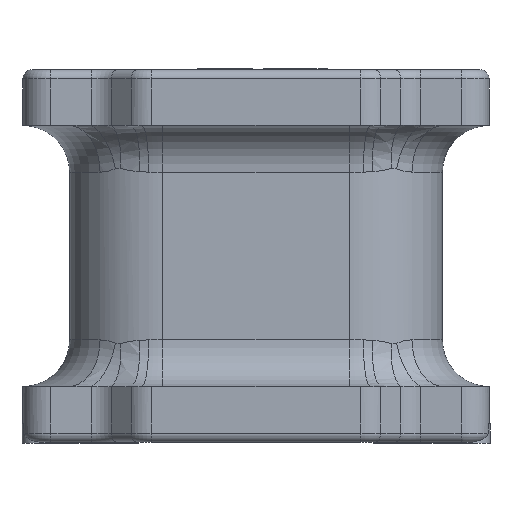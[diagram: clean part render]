
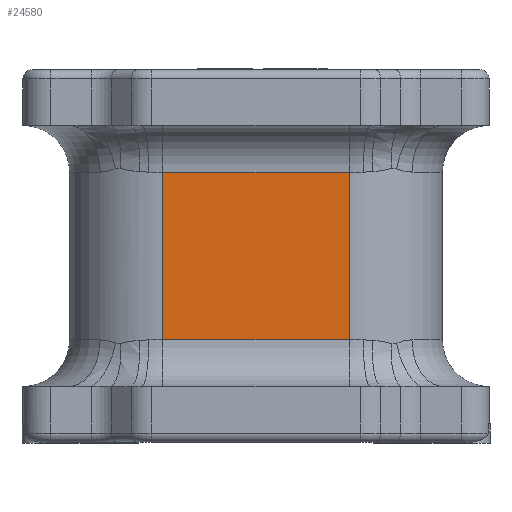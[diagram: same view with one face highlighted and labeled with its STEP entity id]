
A CAD part, left-side view. The second image highlights one B-rep face of the part: STEP entity #24580.
In plain terms, the highlighted planar face has unit normal (-1, 0, 0).
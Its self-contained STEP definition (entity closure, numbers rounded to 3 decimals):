
#53 = ORIENTED_EDGE ( 'NONE', *, *, #23335, .T. ) ;
#733 = ORIENTED_EDGE ( 'NONE', *, *, #12168, .T. ) ;
#1071 = DIRECTION ( 'NONE',  ( 0., 0., -1. ) ) ;
#3144 = VECTOR ( 'NONE', #11623, 1000. ) ;
#3272 = CARTESIAN_POINT ( 'NONE',  ( -2., 2., 3.4 ) ) ;
#4260 = VERTEX_POINT ( 'NONE', #10603 ) ;
#5295 = ORIENTED_EDGE ( 'NONE', *, *, #18943, .T. ) ;
#6133 = VERTEX_POINT ( 'NONE', #18017 ) ;
#6579 = VECTOR ( 'NONE', #21862, 1000. ) ;
#7040 = CARTESIAN_POINT ( 'NONE',  ( -2., 1., 2.9 ) ) ;
#7663 = LINE ( 'NONE', #23358, #8016 ) ;
#8016 = VECTOR ( 'NONE', #27946, 1000. ) ;
#8405 = EDGE_CURVE ( 'NONE', #6133, #19159, #10552, .T. ) ;
#8470 = FACE_OUTER_BOUND ( 'NONE', #23668, .T. ) ;
#10552 = LINE ( 'NONE', #23353, #6579 ) ;
#10603 = CARTESIAN_POINT ( 'NONE',  ( -2., -1., 1.1 ) ) ;
#11623 = DIRECTION ( 'NONE',  ( 0., 0., -1. ) ) ;
#11917 = LINE ( 'NONE', #25199, #3144 ) ;
#12168 = EDGE_CURVE ( 'NONE', #4260, #6133, #7663, .T. ) ;
#12897 = LINE ( 'NONE', #14780, #27419 ) ;
#14780 = CARTESIAN_POINT ( 'NONE',  ( -2., 2., 1.1 ) ) ;
#18017 = CARTESIAN_POINT ( 'NONE',  ( -2., -1., 2.9 ) ) ;
#18943 = EDGE_CURVE ( 'NONE', #25094, #4260, #12897, .T. ) ;
#19159 = VERTEX_POINT ( 'NONE', #7040 ) ;
#20538 = ORIENTED_EDGE ( 'NONE', *, *, #8405, .T. ) ;
#21516 = DIRECTION ( 'NONE',  ( 1., 0., 0. ) ) ;
#21862 = DIRECTION ( 'NONE',  ( 0., 1., 0. ) ) ;
#23335 = EDGE_CURVE ( 'NONE', #19159, #25094, #11917, .T. ) ;
#23353 = CARTESIAN_POINT ( 'NONE',  ( -2., 1., 2.9 ) ) ;
#23358 = CARTESIAN_POINT ( 'NONE',  ( -2., -1., 3.4 ) ) ;
#23457 = PLANE ( 'NONE',  #29012 ) ;
#23668 = EDGE_LOOP ( 'NONE', ( #733, #20538, #53, #5295 ) ) ;
#24580 = ADVANCED_FACE ( 'NONE', ( #8470 ), #23457, .F. ) ;
#25094 = VERTEX_POINT ( 'NONE', #27555 ) ;
#25199 = CARTESIAN_POINT ( 'NONE',  ( -2., 1., 3.4 ) ) ;
#26167 = DIRECTION ( 'NONE',  ( 0., -1., 0. ) ) ;
#27419 = VECTOR ( 'NONE', #26167, 1000. ) ;
#27555 = CARTESIAN_POINT ( 'NONE',  ( -2., 1., 1.1 ) ) ;
#27946 = DIRECTION ( 'NONE',  ( 0., 0., 1. ) ) ;
#29012 = AXIS2_PLACEMENT_3D ( 'NONE', #3272, #21516, #1071 ) ;
